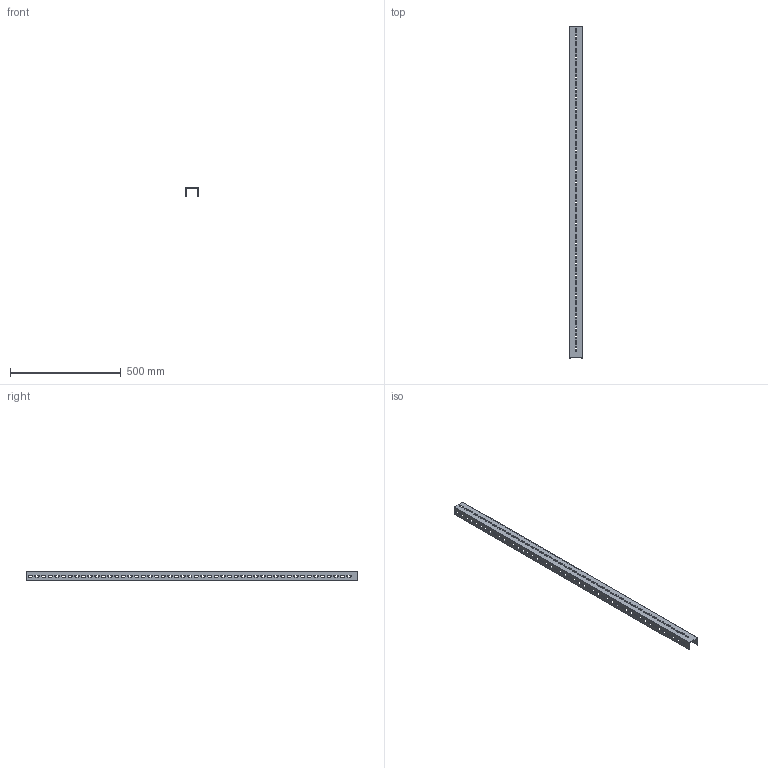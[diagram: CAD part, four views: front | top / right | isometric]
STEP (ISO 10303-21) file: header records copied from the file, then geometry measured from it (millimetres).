
FILE_DESCRIPTION (( 'STEP AP203' ), '1' );
FILE_NAME ('CLP1Z-1500-M-HDZ Ïðîôèëü ïåðôîðèðîâàííûé 1500 IEK HDZ.STEP', '2016-03-22T12:03:55', ( '' ), ( '' ), 'SwSTEP 2.0', 'SolidWorks 2014', '' );
FILE_SCHEMA (( 'CONFIG_CONTROL_DESIGN' ));
Length unit declared in the file: millimetre
Products named in the file (1): CLP1Z-1500-M-HDZ Ïðîôèëü ïåðôîðèðîâàííûé 1500 IEK HDZ
Bounding box: 55 x 1500 x 40 mm (x, y, z)
Volume: 345190.5 mm3; surface area: 366495.2 mm2
Topology: 1 solids, 1 shells, 606 faces, 1804 edges, 1200 vertices
Faces by surface type: plane 312, cylinder 294
Entity records: 21137 total; most frequent: CARTESIAN_POINT 3611, ORIENTED_EDGE 3608, DIRECTION 3606, EDGE_CURVE 1804, LINE 1216, VECTOR 1216, VERTEX_POINT 1200, AXIS2_PLACEMENT_3D 1195
